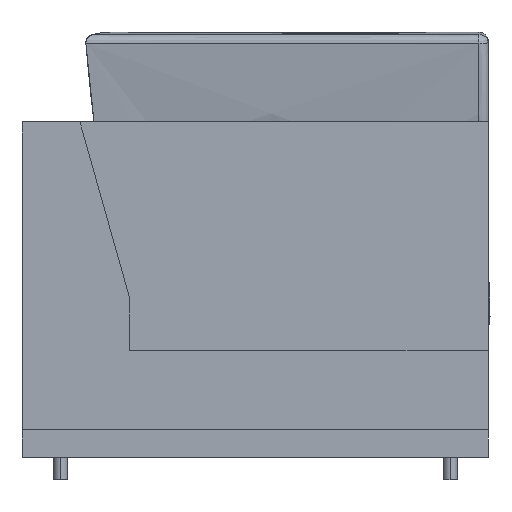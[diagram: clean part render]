
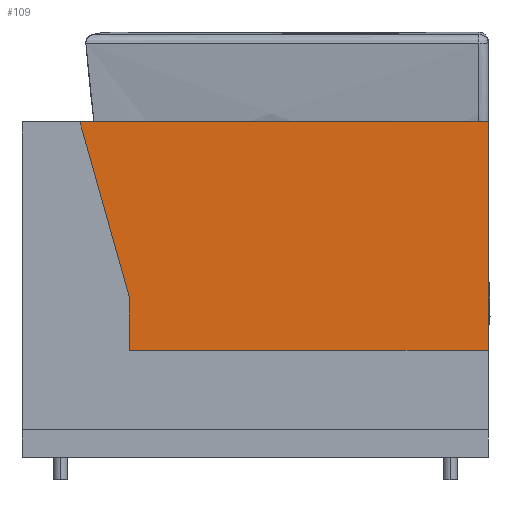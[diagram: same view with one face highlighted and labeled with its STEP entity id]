
A CAD part, left-side view. The second image highlights one B-rep face of the part: STEP entity #109.
In plain terms, the highlighted free-form (B-spline) face has degree [1, 1] with [2, 2] control points.
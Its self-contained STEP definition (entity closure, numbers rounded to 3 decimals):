
#109=ADVANCED_FACE($,(#320),#2318,.T.);
#320=FACE_OUTER_BOUND($,#531,.T.);
#531=EDGE_LOOP($,(#967,#968,#969,#970,#971,#972));
#967=ORIENTED_EDGE($,*,*,#1622,.T.);
#968=ORIENTED_EDGE($,*,*,#1624,.T.);
#969=ORIENTED_EDGE($,*,*,#1626,.T.);
#970=ORIENTED_EDGE($,*,*,#1628,.T.);
#971=ORIENTED_EDGE($,*,*,#1606,.T.);
#972=ORIENTED_EDGE($,*,*,#1620,.T.);
#1606=EDGE_CURVE($,#1965,#1969,#2434,.T.);
#1620=EDGE_CURVE($,#1969,#1976,#2448,.T.);
#1622=EDGE_CURVE($,#1976,#1977,#2450,.T.);
#1624=EDGE_CURVE($,#1977,#1979,#2452,.T.);
#1626=EDGE_CURVE($,#1979,#1981,#2454,.T.);
#1628=EDGE_CURVE($,#1981,#1965,#2456,.T.);
#1965=VERTEX_POINT($,#3673);
#1969=VERTEX_POINT($,#3677);
#1976=VERTEX_POINT($,#3684);
#1977=VERTEX_POINT($,#3685);
#1979=VERTEX_POINT($,#3687);
#1981=VERTEX_POINT($,#3689);
#2318=B_SPLINE_SURFACE_WITH_KNOTS($,1,1,((#3613,#3614),(#3615,#3616)),.UNSPECIFIED.,
.F.,.F.,.F.,(2,2),(2,2),(0.,999.981),(3228.983,3718.986),
.UNSPECIFIED.);
#2434=B_SPLINE_CURVE_WITH_KNOTS($,1,(#3257,#3258),.UNSPECIFIED.,.F.,.F.,
(2,2),(-3718.986,-3228.983),.UNSPECIFIED.);
#2448=B_SPLINE_CURVE_WITH_KNOTS($,1,(#3285,#3286),.UNSPECIFIED.,.F.,.F.,
(2,2),(0.,999.981),.UNSPECIFIED.);
#2450=B_SPLINE_CURVE_WITH_KNOTS($,3,(#3291,#3292,#3293,#3294),.UNSPECIFIED.,
.F.,.F.,(4,4),(-124.399,0.),.UNSPECIFIED.);
#2452=B_SPLINE_CURVE_WITH_KNOTS($,3,(#3299,#3300,#3301,#3302),.UNSPECIFIED.,
.F.,.F.,(4,4),(-389.58,0.),.UNSPECIFIED.);
#2454=B_SPLINE_CURVE_WITH_KNOTS($,3,(#3307,#3308,#3309,#3310),.UNSPECIFIED.,
.F.,.F.,(4,4),(-115.,0.),.UNSPECIFIED.);
#2456=B_SPLINE_CURVE_WITH_KNOTS($,3,(#3315,#3316,#3317,#3318),.UNSPECIFIED.,
.F.,.F.,(4,4),(-770.,0.),.UNSPECIFIED.);
#3257=CARTESIAN_POINT($,(90031.583,-7466.17,170.));
#3258=CARTESIAN_POINT($,(90031.597,-7466.17,660.004));
#3285=CARTESIAN_POINT($,(90031.597,-7466.17,660.004));
#3286=CARTESIAN_POINT($,(90031.597,-6466.189,660.004));
#3291=CARTESIAN_POINT($,(90031.597,-6466.189,660.004));
#3292=CARTESIAN_POINT($,(90031.597,-6507.655,660.002));
#3293=CARTESIAN_POINT($,(90031.597,-6549.122,660.001));
#3294=CARTESIAN_POINT($,(90031.597,-6590.588,660.));
#3299=CARTESIAN_POINT($,(90031.597,-6590.588,660.));
#3300=CARTESIAN_POINT($,(90031.594,-6625.782,535.));
#3301=CARTESIAN_POINT($,(90031.59,-6660.976,410.));
#3302=CARTESIAN_POINT($,(90031.586,-6696.17,285.));
#3307=CARTESIAN_POINT($,(90031.586,-6696.17,285.));
#3308=CARTESIAN_POINT($,(90031.585,-6696.17,246.667));
#3309=CARTESIAN_POINT($,(90031.584,-6696.17,208.333));
#3310=CARTESIAN_POINT($,(90031.583,-6696.17,170.));
#3315=CARTESIAN_POINT($,(90031.583,-6696.17,170.));
#3316=CARTESIAN_POINT($,(90031.583,-6952.837,170.));
#3317=CARTESIAN_POINT($,(90031.583,-7209.503,170.));
#3318=CARTESIAN_POINT($,(90031.583,-7466.17,170.));
#3613=CARTESIAN_POINT($,(90031.597,-7466.17,660.004));
#3614=CARTESIAN_POINT($,(90031.583,-7466.17,170.));
#3615=CARTESIAN_POINT($,(90031.597,-6466.189,660.004));
#3616=CARTESIAN_POINT($,(90031.583,-6466.189,170.));
#3673=CARTESIAN_POINT($,(90031.583,-7466.17,170.));
#3677=CARTESIAN_POINT($,(90031.597,-7466.17,660.004));
#3684=CARTESIAN_POINT($,(90031.597,-6466.189,660.004));
#3685=CARTESIAN_POINT($,(90031.597,-6590.588,660.));
#3687=CARTESIAN_POINT($,(90031.586,-6696.17,285.));
#3689=CARTESIAN_POINT($,(90031.583,-6696.17,170.));
